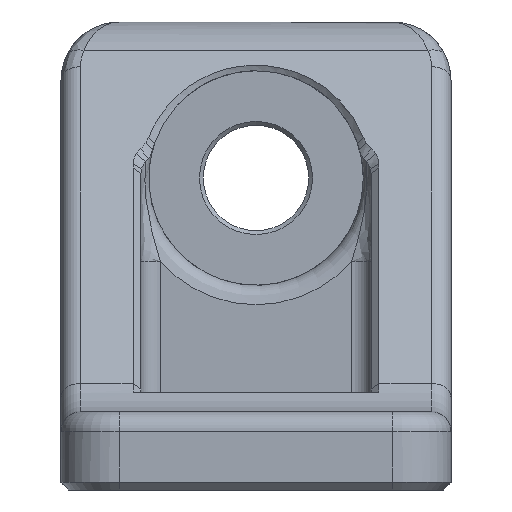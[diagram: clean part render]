
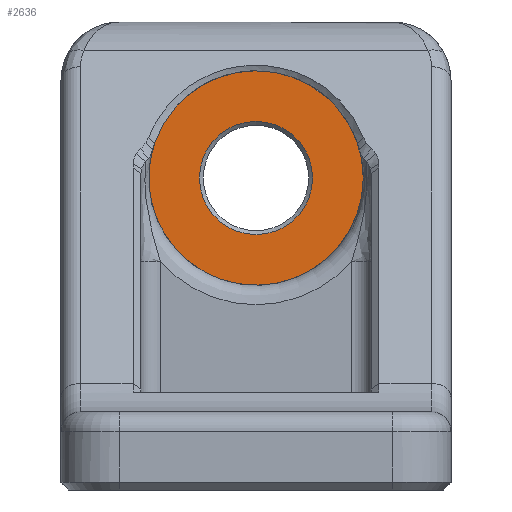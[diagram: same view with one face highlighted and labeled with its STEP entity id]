
A CAD part, front view. The second image highlights one B-rep face of the part: STEP entity #2636.
In plain terms, the highlighted planar face has unit normal (0, -1, 0).
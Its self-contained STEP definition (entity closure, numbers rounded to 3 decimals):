
#209=FACE_BOUND('',#471,.T.);
#231=PLANE('',#2848);
#304=FACE_OUTER_BOUND('',#470,.T.);
#470=EDGE_LOOP('',(#1932));
#471=EDGE_LOOP('',(#1933));
#1028=CIRCLE('',#2847,2.9);
#1029=CIRCLE('',#2849,5.5);
#1173=VERTEX_POINT('',#3962);
#1174=VERTEX_POINT('',#3966);
#1453=EDGE_CURVE('',#1173,#1173,#1028,.T.);
#1454=EDGE_CURVE('',#1174,#1174,#1029,.T.);
#1932=ORIENTED_EDGE('',*,*,#1454,.F.);
#1933=ORIENTED_EDGE('',*,*,#1453,.F.);
#2636=ADVANCED_FACE('',(#304,#209),#231,.F.);
#2847=AXIS2_PLACEMENT_3D('',#3964,#3233,#3234);
#2848=AXIS2_PLACEMENT_3D('',#3965,#3235,#3236);
#2849=AXIS2_PLACEMENT_3D('',#3967,#3237,#3238);
#3233=DIRECTION('center_axis',(0.,-1.,0.));
#3234=DIRECTION('ref_axis',(-1.,0.,0.));
#3235=DIRECTION('center_axis',(0.,1.,0.));
#3236=DIRECTION('ref_axis',(-1.,0.,0.));
#3237=DIRECTION('center_axis',(0.,1.,0.));
#3238=DIRECTION('ref_axis',(-1.,0.,0.));
#3962=CARTESIAN_POINT('',(16.5,3.,16.));
#3964=CARTESIAN_POINT('Origin',(13.6,3.,16.));
#3965=CARTESIAN_POINT('Origin',(13.6,3.,16.));
#3966=CARTESIAN_POINT('',(19.1,3.,16.));
#3967=CARTESIAN_POINT('Origin',(13.6,3.,16.));
